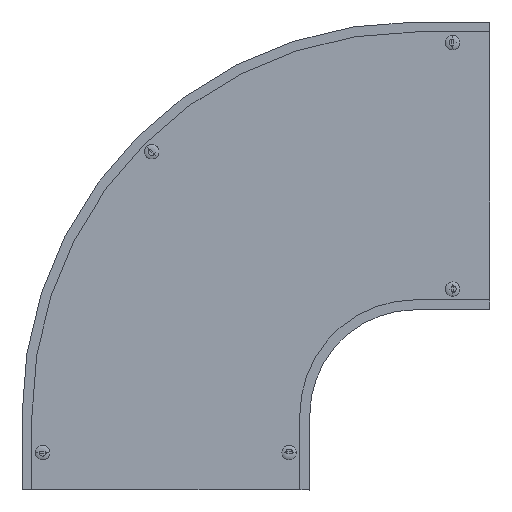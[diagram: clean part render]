
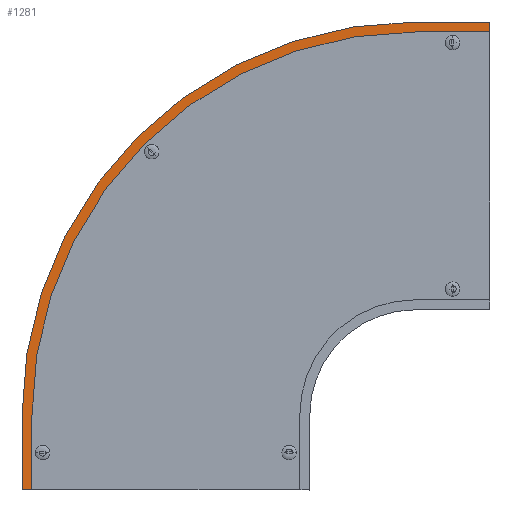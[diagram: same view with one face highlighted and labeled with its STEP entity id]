
A CAD part, top view. The second image highlights one B-rep face of the part: STEP entity #1281.
In plain terms, the highlighted face is planar.
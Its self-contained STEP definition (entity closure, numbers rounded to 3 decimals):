
#124 = CIRCLE ( 'NONE', #4076, 552. ) ;
#165 = CARTESIAN_POINT ( 'NONE',  ( 0., 14., 0. ) ) ;
#309 = DIRECTION ( 'NONE',  ( 0., -1., 0. ) ) ;
#452 = DIRECTION ( 'NONE',  ( 1., 0., 0. ) ) ;
#510 = VERTEX_POINT ( 'NONE', #2551 ) ;
#764 = EDGE_CURVE ( 'NONE', #2863, #2704, #4505, .T. ) ;
#942 = VECTOR ( 'NONE', #452, 1000. ) ;
#956 = ORIENTED_EDGE ( 'NONE', *, *, #4328, .F. ) ;
#1040 = CARTESIAN_POINT ( 'NONE',  ( 657., 14., -643. ) ) ;
#1079 = DIRECTION ( 'NONE',  ( 0., 0., 1. ) ) ;
#1094 = VERTEX_POINT ( 'NONE', #4253 ) ;
#1096 = CIRCLE ( 'NONE', #3828, 538. ) ;
#1170 = ORIENTED_EDGE ( 'NONE', *, *, #3627, .T. ) ;
#1231 = EDGE_CURVE ( 'NONE', #2863, #1094, #1096, .T. ) ;
#1240 = VECTOR ( 'NONE', #5194, 1000. ) ;
#1281 = ADVANCED_FACE ( 'NONE', ( #3619 ), #4117, .T. ) ;
#1309 = AXIS2_PLACEMENT_3D ( 'NONE', #4456, #1959, #2385 ) ;
#1325 = EDGE_CURVE ( 'NONE', #3490, #2718, #2379, .T. ) ;
#1496 = LINE ( 'NONE', #4420, #1240 ) ;
#1553 = ORIENTED_EDGE ( 'NONE', *, *, #4308, .T. ) ;
#1598 = CARTESIAN_POINT ( 'NONE',  ( 657., 14., -655. ) ) ;
#1618 = ORIENTED_EDGE ( 'NONE', *, *, #1325, .T. ) ;
#1775 = CARTESIAN_POINT ( 'NONE',  ( 657., 14., -657. ) ) ;
#1776 = LINE ( 'NONE', #2966, #2696 ) ;
#1865 = VECTOR ( 'NONE', #4204, 1000. ) ;
#1959 = DIRECTION ( 'NONE',  ( 0., 1., 0. ) ) ;
#2021 = CARTESIAN_POINT ( 'NONE',  ( 14., 14., 0. ) ) ;
#2114 = DIRECTION ( 'NONE',  ( 0., -1., 0. ) ) ;
#2163 = ORIENTED_EDGE ( 'NONE', *, *, #2543, .F. ) ;
#2298 = CARTESIAN_POINT ( 'NONE',  ( 552., 14., -105. ) ) ;
#2379 = LINE ( 'NONE', #1598, #4342 ) ;
#2385 = DIRECTION ( 'NONE',  ( 0., 0., 1. ) ) ;
#2497 = CARTESIAN_POINT ( 'NONE',  ( 552., 14., -105. ) ) ;
#2533 = CARTESIAN_POINT ( 'NONE',  ( 552., 14., -657. ) ) ;
#2543 = EDGE_CURVE ( 'NONE', #2704, #4454, #1496, .T. ) ;
#2551 = CARTESIAN_POINT ( 'NONE',  ( 0., 14., -105. ) ) ;
#2696 = VECTOR ( 'NONE', #4176, 1000. ) ;
#2704 = VERTEX_POINT ( 'NONE', #2021 ) ;
#2718 = VERTEX_POINT ( 'NONE', #1775 ) ;
#2723 = EDGE_LOOP ( 'NONE', ( #956, #2163, #3877, #4655, #1553, #1618, #1170, #4209 ) ) ;
#2762 = CARTESIAN_POINT ( 'NONE',  ( 14., 14., -105. ) ) ;
#2863 = VERTEX_POINT ( 'NONE', #4317 ) ;
#2966 = CARTESIAN_POINT ( 'NONE',  ( 0., 14., -105. ) ) ;
#3287 = LINE ( 'NONE', #4590, #942 ) ;
#3490 = VERTEX_POINT ( 'NONE', #1040 ) ;
#3619 = FACE_OUTER_BOUND ( 'NONE', #2723, .T. ) ;
#3627 = EDGE_CURVE ( 'NONE', #2718, #4933, #4404, .T. ) ;
#3644 = DIRECTION ( 'NONE',  ( 0., 0., -1. ) ) ;
#3659 = VECTOR ( 'NONE', #1079, 1000. ) ;
#3724 = EDGE_CURVE ( 'NONE', #510, #4933, #124, .T. ) ;
#3828 = AXIS2_PLACEMENT_3D ( 'NONE', #2298, #309, #5212 ) ;
#3877 = ORIENTED_EDGE ( 'NONE', *, *, #764, .F. ) ;
#4076 = AXIS2_PLACEMENT_3D ( 'NONE', #2497, #2114, #4594 ) ;
#4117 = PLANE ( 'NONE',  #1309 ) ;
#4176 = DIRECTION ( 'NONE',  ( 0., 0., -1. ) ) ;
#4204 = DIRECTION ( 'NONE',  ( -1., 0., 0. ) ) ;
#4209 = ORIENTED_EDGE ( 'NONE', *, *, #3724, .F. ) ;
#4253 = CARTESIAN_POINT ( 'NONE',  ( 552., 14., -643. ) ) ;
#4308 = EDGE_CURVE ( 'NONE', #1094, #3490, #3287, .T. ) ;
#4317 = CARTESIAN_POINT ( 'NONE',  ( 14., 14., -105. ) ) ;
#4328 = EDGE_CURVE ( 'NONE', #4454, #510, #1776, .T. ) ;
#4342 = VECTOR ( 'NONE', #3644, 1000. ) ;
#4404 = LINE ( 'NONE', #2533, #1865 ) ;
#4420 = CARTESIAN_POINT ( 'NONE',  ( 2., 14., 0. ) ) ;
#4454 = VERTEX_POINT ( 'NONE', #165 ) ;
#4456 = CARTESIAN_POINT ( 'NONE',  ( 2., 14., -105. ) ) ;
#4505 = LINE ( 'NONE', #2762, #3659 ) ;
#4550 = CARTESIAN_POINT ( 'NONE',  ( 552., 14., -657. ) ) ;
#4590 = CARTESIAN_POINT ( 'NONE',  ( 552., 14., -643. ) ) ;
#4594 = DIRECTION ( 'NONE',  ( 0., 0., 1. ) ) ;
#4655 = ORIENTED_EDGE ( 'NONE', *, *, #1231, .T. ) ;
#4933 = VERTEX_POINT ( 'NONE', #4550 ) ;
#5194 = DIRECTION ( 'NONE',  ( -1., 0., 0. ) ) ;
#5212 = DIRECTION ( 'NONE',  ( 0., 0., -1. ) ) ;
